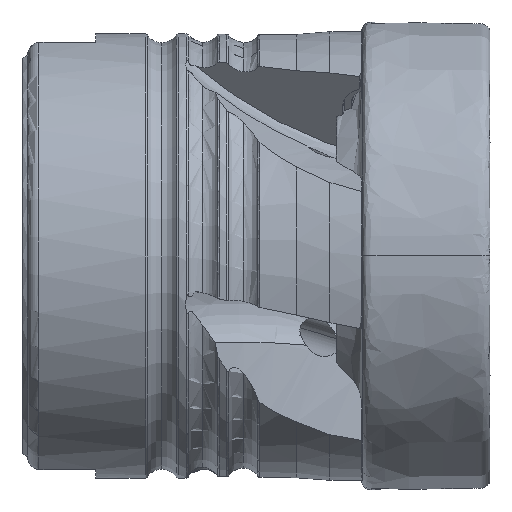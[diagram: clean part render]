
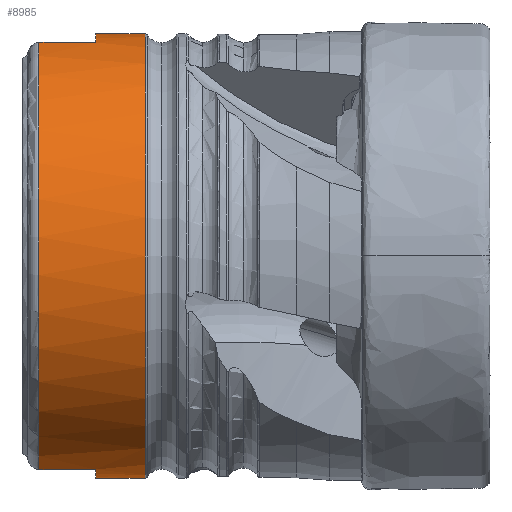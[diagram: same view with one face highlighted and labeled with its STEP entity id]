
A CAD part, front view. The second image highlights one B-rep face of the part: STEP entity #8985.
In plain terms, the highlighted cylindrical face has radius 19 mm (diameter 38 mm), a partial arc.
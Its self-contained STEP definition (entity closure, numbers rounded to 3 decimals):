
#280 = CARTESIAN_POINT ( 'NONE',  ( -33.1, -5.215, 18.27 ) ) ;
#328 = EDGE_CURVE ( 'NONE', #9311, #5758, #1234, .T. ) ;
#1234 = LINE ( 'NONE', #9061, #1751 ) ;
#1260 = CARTESIAN_POINT ( 'NONE',  ( -33.1, 0., 0. ) ) ;
#1311 = LINE ( 'NONE', #7504, #9890 ) ;
#1578 = CARTESIAN_POINT ( 'NONE',  ( -33.1, 0., -19. ) ) ;
#1751 = VECTOR ( 'NONE', #5748, 1000. ) ;
#1896 = EDGE_CURVE ( 'NONE', #9311, #3486, #5991, .T. ) ;
#2086 = ORIENTED_EDGE ( 'NONE', *, *, #9140, .F. ) ;
#2097 = DIRECTION ( 'NONE',  ( 0., 0., 1. ) ) ;
#2194 = ORIENTED_EDGE ( 'NONE', *, *, #3724, .T. ) ;
#2403 = CARTESIAN_POINT ( 'NONE',  ( -37.95, -5.215, 18.27 ) ) ;
#2556 = DIRECTION ( 'NONE',  ( 1., 0., 0. ) ) ;
#2574 = FACE_OUTER_BOUND ( 'NONE', #9302, .T. ) ;
#2580 = ORIENTED_EDGE ( 'NONE', *, *, #328, .F. ) ;
#2724 = DIRECTION ( 'NONE',  ( 1., 0., 0. ) ) ;
#2746 = CARTESIAN_POINT ( 'NONE',  ( -28.86, 0., 19. ) ) ;
#2749 = LINE ( 'NONE', #3023, #2995 ) ;
#2802 = EDGE_CURVE ( 'NONE', #3837, #2915, #8735, .T. ) ;
#2915 = VERTEX_POINT ( 'NONE', #3010 ) ;
#2995 = VECTOR ( 'NONE', #4656, 1000. ) ;
#3010 = CARTESIAN_POINT ( 'NONE',  ( -28.86, 0., -19. ) ) ;
#3023 = CARTESIAN_POINT ( 'NONE',  ( 0., -5.215, 18.27 ) ) ;
#3084 = DIRECTION ( 'NONE',  ( 1., 0., 0. ) ) ;
#3319 = DIRECTION ( 'NONE',  ( 1., 0., 0. ) ) ;
#3391 = AXIS2_PLACEMENT_3D ( 'NONE', #8066, #3084, #8903 ) ;
#3486 = VERTEX_POINT ( 'NONE', #1578 ) ;
#3516 = CIRCLE ( 'NONE', #10574, 19. ) ;
#3724 = EDGE_CURVE ( 'NONE', #3486, #2915, #1311, .T. ) ;
#3809 = CARTESIAN_POINT ( 'NONE',  ( -28.86, 0., 0. ) ) ;
#3837 = VERTEX_POINT ( 'NONE', #2746 ) ;
#4114 = DIRECTION ( 'NONE',  ( 0., 0., -1. ) ) ;
#4505 = DIRECTION ( 'NONE',  ( 1., 0., 0. ) ) ;
#4508 = CYLINDRICAL_SURFACE ( 'NONE', #9732, 19. ) ;
#4637 = DIRECTION ( 'NONE',  ( 0., 0., -1. ) ) ;
#4656 = DIRECTION ( 'NONE',  ( 1., 0., 0. ) ) ;
#4996 = ORIENTED_EDGE ( 'NONE', *, *, #1896, .T. ) ;
#5483 = AXIS2_PLACEMENT_3D ( 'NONE', #3809, #9635, #4637 ) ;
#5520 = ORIENTED_EDGE ( 'NONE', *, *, #6911, .T. ) ;
#5615 = ORIENTED_EDGE ( 'NONE', *, *, #2802, .F. ) ;
#5677 = VECTOR ( 'NONE', #2724, 1000. ) ;
#5713 = CARTESIAN_POINT ( 'NONE',  ( -37.95, -5.2, -18.275 ) ) ;
#5748 = DIRECTION ( 'NONE',  ( -1., 0., 0. ) ) ;
#5758 = VERTEX_POINT ( 'NONE', #5713 ) ;
#5991 = CIRCLE ( 'NONE', #3391, 19. ) ;
#6911 = EDGE_CURVE ( 'NONE', #10444, #5758, #3516, .T. ) ;
#7042 = EDGE_CURVE ( 'NONE', #10444, #7701, #2749, .T. ) ;
#7057 = DIRECTION ( 'NONE',  ( 1., 0., 0. ) ) ;
#7105 = CIRCLE ( 'NONE', #7996, 19. ) ;
#7136 = VERTEX_POINT ( 'NONE', #7295 ) ;
#7295 = CARTESIAN_POINT ( 'NONE',  ( -33.1, 0., 19. ) ) ;
#7451 = CARTESIAN_POINT ( 'NONE',  ( 0., 0., 0. ) ) ;
#7504 = CARTESIAN_POINT ( 'NONE',  ( 0., 0., -19. ) ) ;
#7701 = VERTEX_POINT ( 'NONE', #280 ) ;
#7885 = LINE ( 'NONE', #9333, #5677 ) ;
#7996 = AXIS2_PLACEMENT_3D ( 'NONE', #1260, #7057, #2097 ) ;
#8066 = CARTESIAN_POINT ( 'NONE',  ( -33.1, 0., 0. ) ) ;
#8322 = ORIENTED_EDGE ( 'NONE', *, *, #9310, .T. ) ;
#8706 = CARTESIAN_POINT ( 'NONE',  ( -33.1, -5.2, -18.275 ) ) ;
#8735 = CIRCLE ( 'NONE', #5483, 19. ) ;
#8903 = DIRECTION ( 'NONE',  ( 0., 0., 1. ) ) ;
#8985 = ADVANCED_FACE ( 'NONE', ( #2574 ), #4508, .T. ) ;
#9061 = CARTESIAN_POINT ( 'NONE',  ( 0., -5.2, -18.275 ) ) ;
#9140 = EDGE_CURVE ( 'NONE', #7136, #3837, #7885, .T. ) ;
#9302 = EDGE_LOOP ( 'NONE', ( #2086, #8322, #10068, #5520, #2580, #4996, #2194, #5615 ) ) ;
#9310 = EDGE_CURVE ( 'NONE', #7136, #7701, #7105, .T. ) ;
#9311 = VERTEX_POINT ( 'NONE', #8706 ) ;
#9333 = CARTESIAN_POINT ( 'NONE',  ( 0., 0., 19. ) ) ;
#9512 = CARTESIAN_POINT ( 'NONE',  ( -37.95, 0., 0. ) ) ;
#9635 = DIRECTION ( 'NONE',  ( 1., 0., 0. ) ) ;
#9732 = AXIS2_PLACEMENT_3D ( 'NONE', #7451, #3319, #4114 ) ;
#9890 = VECTOR ( 'NONE', #2556, 1000. ) ;
#10068 = ORIENTED_EDGE ( 'NONE', *, *, #7042, .F. ) ;
#10338 = DIRECTION ( 'NONE',  ( 0., 0., -1. ) ) ;
#10444 = VERTEX_POINT ( 'NONE', #2403 ) ;
#10574 = AXIS2_PLACEMENT_3D ( 'NONE', #9512, #4505, #10338 ) ;
